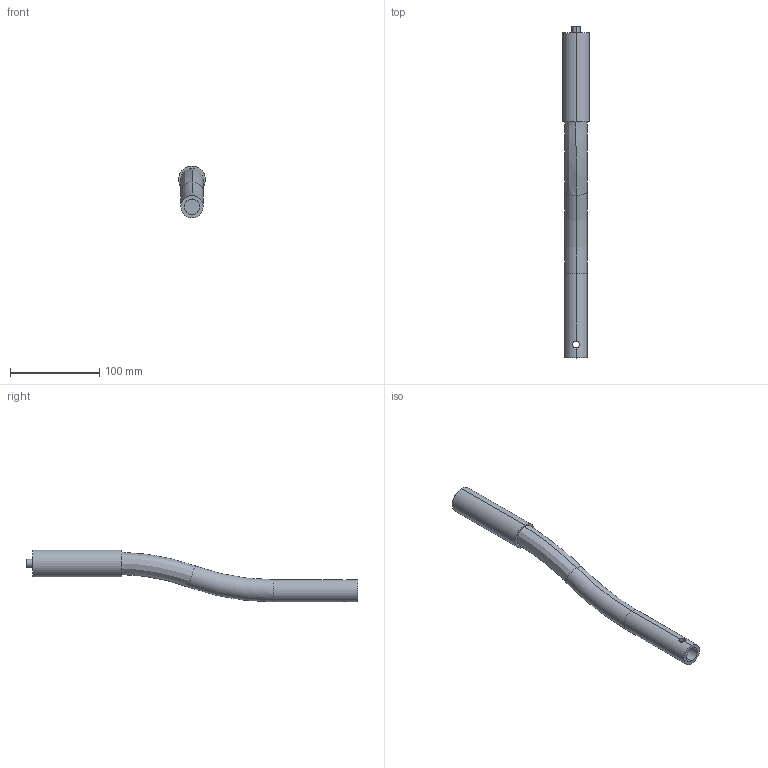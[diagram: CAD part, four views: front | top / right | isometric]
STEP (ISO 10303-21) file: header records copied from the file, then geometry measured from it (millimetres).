
FILE_DESCRIPTION (( 'STEP AP203' ), '1' );
FILE_NAME ('Stick_Default_sldprt.STEP', '2021-04-01T17:26:12', ( '' ), ( '' ), 'SwSTEP 2.0', 'SolidWorks 2020', '' );
FILE_SCHEMA (( 'CONFIG_CONTROL_DESIGN' ));
Length unit declared in the file: millimetre
Products named in the file (1): Stick_Default_sldprt
Bounding box: 30 x 372.5 x 58.21 mm (x, y, z)
Volume: 190629.8 mm3; surface area: 34895.9 mm2
Topology: 1 solids, 1 shells, 21 faces, 60 edges, 40 vertices
Faces by surface type: cylinder 12, plane 5, torus 2, bspline 2
Entity records: 1491 total; most frequent: CARTESIAN_POINT 878, ORIENTED_EDGE 120, DIRECTION 104, EDGE_CURVE 60, AXIS2_PLACEMENT_3D 44, VERTEX_POINT 40, EDGE_LOOP 24, CIRCLE 24
